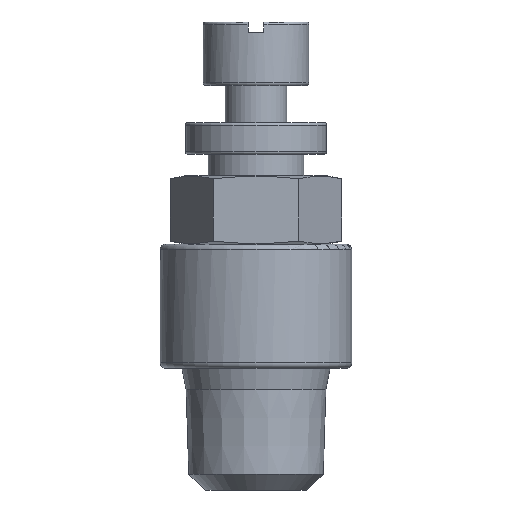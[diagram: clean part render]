
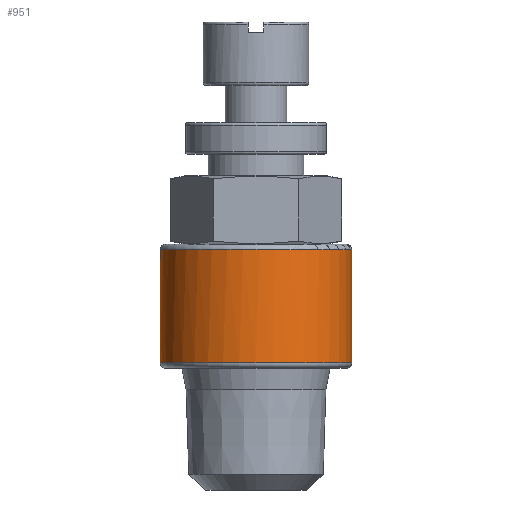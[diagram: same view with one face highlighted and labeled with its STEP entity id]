
A CAD part, left-side view. The second image highlights one B-rep face of the part: STEP entity #951.
In plain terms, the highlighted cylindrical face has radius 9.05 mm (diameter 18.1 mm), a full revolution.
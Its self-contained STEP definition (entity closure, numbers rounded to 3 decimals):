
#42=B_SPLINE_CURVE_WITH_KNOTS('',3,(#1484,#1485,#1486,#1487,#1488,#1489,
#1490,#1491,#1492,#1493),.UNSPECIFIED.,.F.,.F.,(4,2,2,2,4),(-4.181,
-3.156,-2.104,-1.052,-0.991),
 .UNSPECIFIED.);
#43=B_SPLINE_CURVE_WITH_KNOTS('',3,(#1495,#1496,#1497,#1498,#1499,#1500,
#1501,#1502,#1503,#1504,#1505,#1506,#1507,#1508,#1509,#1510,#1511,#1512,
#1513,#1514,#1515,#1516,#1517,#1518,#1519,#1520,#1521,#1522,#1523,#1524,
#1525,#1526,#1527,#1528),.UNSPECIFIED.,.F.,.F.,(4,2,2,2,2,2,2,2,2,2,2,2,
2,2,2,2,4),(0.991,1.052,2.104,3.156,
4.208,5.254,6.299,7.345,8.39,
9.436,10.481,11.527,12.572,13.624,
14.677,15.729,15.79),.UNSPECIFIED.);
#44=B_SPLINE_CURVE_WITH_KNOTS('',3,(#1536,#1537,#1538,#1539,#1540,#1541,
#1542,#1543,#1544,#1545),.UNSPECIFIED.,.F.,.F.,(4,2,2,2,4),(17.772,
17.833,18.885,19.937,20.962),
 .UNSPECIFIED.);
#53=CYLINDRICAL_SURFACE('',#1018,9.05);
#71=FACE_OUTER_BOUND('',#134,.T.);
#134=EDGE_LOOP('',(#639,#640,#641,#642,#643,#644,#645,#646,#647,#648,#649,
#650,#651,#652));
#229=LINE('',#1469,#278);
#230=LINE('',#1481,#279);
#231=LINE('',#1532,#280);
#278=VECTOR('',#1156,1.);
#279=VECTOR('',#1161,9.05);
#280=VECTOR('',#1166,1.);
#323=CIRCLE('',#1014,9.05);
#324=CIRCLE('',#1016,9.05);
#325=CIRCLE('',#1019,9.05);
#326=CIRCLE('',#1020,9.05);
#327=CIRCLE('',#1021,9.05);
#328=CIRCLE('',#1022,9.05);
#329=CIRCLE('',#1023,9.05);
#387=VERTEX_POINT('',#1447);
#388=VERTEX_POINT('',#1448);
#391=VERTEX_POINT('',#1458);
#392=VERTEX_POINT('',#1459);
#396=VERTEX_POINT('',#1478);
#397=VERTEX_POINT('',#1480);
#398=VERTEX_POINT('',#1482);
#399=VERTEX_POINT('',#1494);
#400=VERTEX_POINT('',#1529);
#401=VERTEX_POINT('',#1531);
#402=VERTEX_POINT('',#1533);
#403=VERTEX_POINT('',#1535);
#481=EDGE_CURVE('',#387,#388,#323,.T.);
#485=EDGE_CURVE('',#391,#392,#324,.T.);
#489=EDGE_CURVE('',#388,#391,#229,.T.);
#492=EDGE_CURVE('',#396,#396,#325,.T.);
#493=EDGE_CURVE('',#396,#397,#230,.T.);
#494=EDGE_CURVE('',#398,#397,#326,.T.);
#495=EDGE_CURVE('',#398,#387,#42,.T.);
#496=EDGE_CURVE('',#392,#399,#43,.T.);
#497=EDGE_CURVE('',#399,#400,#327,.T.);
#498=EDGE_CURVE('',#400,#401,#231,.T.);
#499=EDGE_CURVE('',#401,#402,#328,.T.);
#500=EDGE_CURVE('',#402,#403,#44,.T.);
#501=EDGE_CURVE('',#397,#403,#329,.T.);
#639=ORIENTED_EDGE('',*,*,#492,.F.);
#640=ORIENTED_EDGE('',*,*,#493,.T.);
#641=ORIENTED_EDGE('',*,*,#494,.F.);
#642=ORIENTED_EDGE('',*,*,#495,.T.);
#643=ORIENTED_EDGE('',*,*,#481,.T.);
#644=ORIENTED_EDGE('',*,*,#489,.T.);
#645=ORIENTED_EDGE('',*,*,#485,.T.);
#646=ORIENTED_EDGE('',*,*,#496,.T.);
#647=ORIENTED_EDGE('',*,*,#497,.T.);
#648=ORIENTED_EDGE('',*,*,#498,.T.);
#649=ORIENTED_EDGE('',*,*,#499,.T.);
#650=ORIENTED_EDGE('',*,*,#500,.T.);
#651=ORIENTED_EDGE('',*,*,#501,.F.);
#652=ORIENTED_EDGE('',*,*,#493,.F.);
#951=ADVANCED_FACE('',(#71),#53,.T.);
#1014=AXIS2_PLACEMENT_3D('',#1449,#1144,#1145);
#1016=AXIS2_PLACEMENT_3D('',#1460,#1150,#1151);
#1018=AXIS2_PLACEMENT_3D('',#1477,#1157,#1158);
#1019=AXIS2_PLACEMENT_3D('',#1479,#1159,#1160);
#1020=AXIS2_PLACEMENT_3D('',#1483,#1162,#1163);
#1021=AXIS2_PLACEMENT_3D('',#1530,#1164,#1165);
#1022=AXIS2_PLACEMENT_3D('',#1534,#1167,#1168);
#1023=AXIS2_PLACEMENT_3D('',#1546,#1169,#1170);
#1144=DIRECTION('center_axis',(0.,0.,1.));
#1145=DIRECTION('ref_axis',(0.,1.,0.));
#1150=DIRECTION('center_axis',(0.,0.,-1.));
#1151=DIRECTION('ref_axis',(0.,1.,0.));
#1156=DIRECTION('',(0.,0.,-1.));
#1157=DIRECTION('center_axis',(0.,0.,
-1.));
#1158=DIRECTION('ref_axis',(0.,1.,0.));
#1159=DIRECTION('center_axis',(0.,0.,
-1.));
#1160=DIRECTION('ref_axis',(0.,-1.,0.));
#1161=DIRECTION('',(0.,0.,1.));
#1162=DIRECTION('center_axis',(0.,0.,
1.));
#1163=DIRECTION('ref_axis',(0.,-1.,0.));
#1164=DIRECTION('center_axis',(0.,0.,-1.));
#1165=DIRECTION('ref_axis',(0.,1.,0.));
#1166=DIRECTION('',(0.,0.,1.));
#1167=DIRECTION('center_axis',(0.,0.,1.));
#1168=DIRECTION('ref_axis',(0.,1.,0.));
#1169=DIRECTION('center_axis',(0.,0.,
1.));
#1170=DIRECTION('ref_axis',(0.,-1.,0.));
#1447=CARTESIAN_POINT('',(7.331,5.307,19.9));
#1448=CARTESIAN_POINT('',(6.399,6.4,19.9));
#1449=CARTESIAN_POINT('Origin',(0.,0.,
19.9));
#1458=CARTESIAN_POINT('',(6.399,6.4,17.9));
#1459=CARTESIAN_POINT('',(7.331,5.307,17.9));
#1460=CARTESIAN_POINT('Origin',(0.,0.,
17.9));
#1469=CARTESIAN_POINT('',(6.399,6.4,17.35));
#1477=CARTESIAN_POINT('Origin',(0.,0.,17.35));
#1478=CARTESIAN_POINT('',(0.,-9.05,12.));
#1479=CARTESIAN_POINT('Origin',(0.,0.,
12.));
#1480=CARTESIAN_POINT('',(0.,-9.05,22.7));
#1481=CARTESIAN_POINT('',(0.,-9.05,17.35));
#1482=CARTESIAN_POINT('',(8.196,3.837,22.7));
#1483=CARTESIAN_POINT('Origin',(0.,0.,
22.7));
#1484=CARTESIAN_POINT('Ctrl Pts',(8.196,3.837,22.7));
#1485=CARTESIAN_POINT('Ctrl Pts',(8.089,4.065,22.469));
#1486=CARTESIAN_POINT('Ctrl Pts',(7.977,4.281,22.209));
#1487=CARTESIAN_POINT('Ctrl Pts',(7.756,4.668,21.637));
#1488=CARTESIAN_POINT('Ctrl Pts',(7.649,4.84,21.322));
#1489=CARTESIAN_POINT('Ctrl Pts',(7.466,5.117,20.661));
#1490=CARTESIAN_POINT('Ctrl Pts',(7.391,5.224,20.314));
#1491=CARTESIAN_POINT('Ctrl Pts',(7.337,5.299,19.941));
#1492=CARTESIAN_POINT('Ctrl Pts',(7.334,5.303,19.921));
#1493=CARTESIAN_POINT('Ctrl Pts',(7.331,5.307,19.9));
#1494=CARTESIAN_POINT('',(7.331,-5.307,17.9));
#1495=CARTESIAN_POINT('Ctrl Pts',(7.331,5.307,17.9));
#1496=CARTESIAN_POINT('Ctrl Pts',(7.334,5.303,17.879));
#1497=CARTESIAN_POINT('Ctrl Pts',(7.337,5.299,17.859));
#1498=CARTESIAN_POINT('Ctrl Pts',(7.391,5.224,17.486));
#1499=CARTESIAN_POINT('Ctrl Pts',(7.466,5.117,17.139));
#1500=CARTESIAN_POINT('Ctrl Pts',(7.649,4.84,16.478));
#1501=CARTESIAN_POINT('Ctrl Pts',(7.756,4.668,16.163));
#1502=CARTESIAN_POINT('Ctrl Pts',(7.98,4.276,15.583));
#1503=CARTESIAN_POINT('Ctrl Pts',(8.095,4.054,15.317));
#1504=CARTESIAN_POINT('Ctrl Pts',(8.314,3.584,14.848));
#1505=CARTESIAN_POINT('Ctrl Pts',(8.425,3.319,14.626));
#1506=CARTESIAN_POINT('Ctrl Pts',(8.631,2.739,14.233));
#1507=CARTESIAN_POINT('Ctrl Pts',(8.726,2.423,14.061));
#1508=CARTESIAN_POINT('Ctrl Pts',(8.884,1.76,13.782));
#1509=CARTESIAN_POINT('Ctrl Pts',(8.946,1.412,13.675));
#1510=CARTESIAN_POINT('Ctrl Pts',(9.029,0.706,13.534));
#1511=CARTESIAN_POINT('Ctrl Pts',(9.05,0.348,13.5));
#1512=CARTESIAN_POINT('Ctrl Pts',(9.05,-0.348,13.5));
#1513=CARTESIAN_POINT('Ctrl Pts',(9.029,-0.706,13.534));
#1514=CARTESIAN_POINT('Ctrl Pts',(8.946,-1.412,13.675));
#1515=CARTESIAN_POINT('Ctrl Pts',(8.884,-1.76,13.782));
#1516=CARTESIAN_POINT('Ctrl Pts',(8.726,-2.423,14.061));
#1517=CARTESIAN_POINT('Ctrl Pts',(8.631,-2.739,14.233));
#1518=CARTESIAN_POINT('Ctrl Pts',(8.425,-3.319,14.626));
#1519=CARTESIAN_POINT('Ctrl Pts',(8.314,-3.584,14.848));
#1520=CARTESIAN_POINT('Ctrl Pts',(8.095,-4.054,15.317));
#1521=CARTESIAN_POINT('Ctrl Pts',(7.98,-4.276,15.583));
#1522=CARTESIAN_POINT('Ctrl Pts',(7.756,-4.668,16.163));
#1523=CARTESIAN_POINT('Ctrl Pts',(7.649,-4.84,16.478));
#1524=CARTESIAN_POINT('Ctrl Pts',(7.466,-5.117,17.139));
#1525=CARTESIAN_POINT('Ctrl Pts',(7.391,-5.224,17.486));
#1526=CARTESIAN_POINT('Ctrl Pts',(7.337,-5.299,17.859));
#1527=CARTESIAN_POINT('Ctrl Pts',(7.334,-5.303,17.879));
#1528=CARTESIAN_POINT('Ctrl Pts',(7.331,-5.307,17.9));
#1529=CARTESIAN_POINT('',(6.399,-6.4,17.9));
#1530=CARTESIAN_POINT('Origin',(0.,0.,
17.9));
#1531=CARTESIAN_POINT('',(6.399,-6.4,19.9));
#1532=CARTESIAN_POINT('',(6.399,-6.4,17.35));
#1533=CARTESIAN_POINT('',(7.331,-5.307,19.9));
#1534=CARTESIAN_POINT('Origin',(0.,0.,
19.9));
#1535=CARTESIAN_POINT('',(8.196,-3.837,22.7));
#1536=CARTESIAN_POINT('Ctrl Pts',(7.331,-5.307,19.9));
#1537=CARTESIAN_POINT('Ctrl Pts',(7.334,-5.303,19.921));
#1538=CARTESIAN_POINT('Ctrl Pts',(7.337,-5.299,19.941));
#1539=CARTESIAN_POINT('Ctrl Pts',(7.391,-5.224,20.314));
#1540=CARTESIAN_POINT('Ctrl Pts',(7.466,-5.117,20.661));
#1541=CARTESIAN_POINT('Ctrl Pts',(7.649,-4.84,21.322));
#1542=CARTESIAN_POINT('Ctrl Pts',(7.756,-4.668,21.637));
#1543=CARTESIAN_POINT('Ctrl Pts',(7.977,-4.281,22.209));
#1544=CARTESIAN_POINT('Ctrl Pts',(8.089,-4.065,22.469));
#1545=CARTESIAN_POINT('Ctrl Pts',(8.196,-3.837,22.7));
#1546=CARTESIAN_POINT('Origin',(0.,0.,
22.7));
